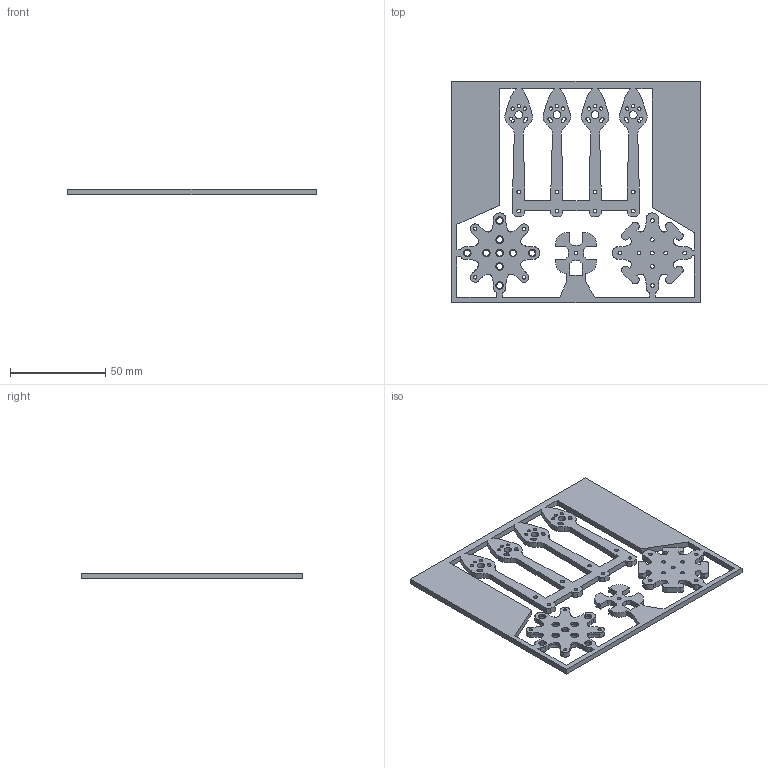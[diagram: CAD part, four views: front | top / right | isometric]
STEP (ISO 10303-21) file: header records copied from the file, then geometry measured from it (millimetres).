
FILE_DESCRIPTION(/* description */ (''),/* implementation_level */ '2;1');
FILE_NAME(/* name */ 'TP4 layout v8.step',/* time_stamp */ '2024-06-10T11:37:30-07:00',/* author */ (''),/* organization */ (''),/* preprocessor_version */ 'ST-DEVELOPER v20',/* originating_system */ 'Autodesk Translation Framework v13.14.0.145',/* authorisation */ '');
FILE_SCHEMA (('AUTOMOTIVE_DESIGN { 1 0 10303 214 3 1 1 }'));
Length unit declared in the file: millimetre
Products named in the file (1): TP4 layout
Bounding box: 130 x 116 x 3 mm (x, y, z)
Volume: 25857.7 mm3; surface area: 24760.4 mm2
Topology: 1 solids, 1 shells, 331 faces, 952 edges, 632 vertices
Faces by surface type: plane 154, cylinder 136, bspline 32, cone 9
Full cylindrical faces by diameter (mm): 1.75 x16, 2 x18, 3.18 x9, 4 x13
Entity records: 11842 total; most frequent: CARTESIAN_POINT 2834, ORIENTED_EDGE 1904, DIRECTION 1758, EDGE_CURVE 952, VERTEX_POINT 632, LINE 594, VECTOR 594, AXIS2_PLACEMENT_3D 582
